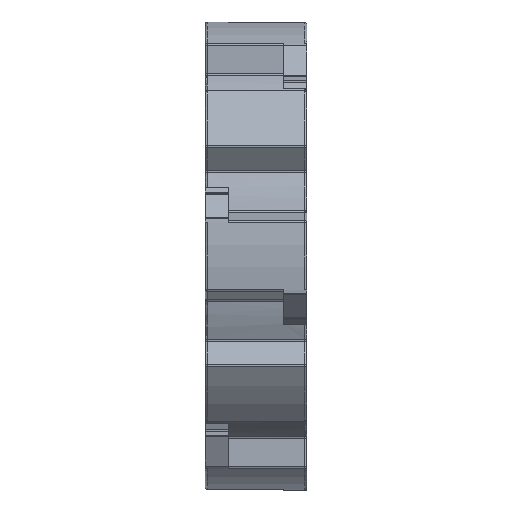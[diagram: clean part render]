
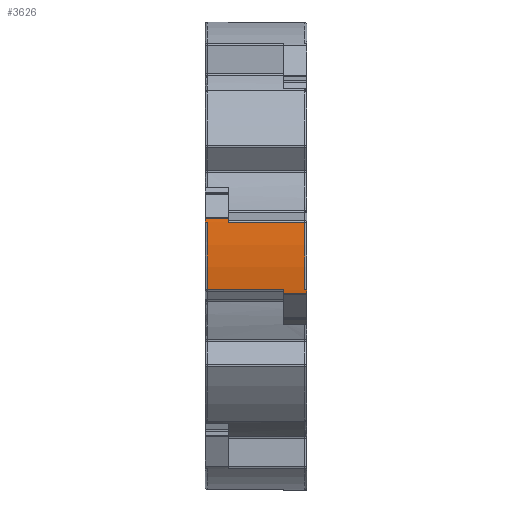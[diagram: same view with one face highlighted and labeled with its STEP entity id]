
A CAD part, front view. The second image highlights one B-rep face of the part: STEP entity #3626.
In plain terms, the highlighted cylindrical face has radius 76.962 mm (diameter 153.924 mm), a partial arc.
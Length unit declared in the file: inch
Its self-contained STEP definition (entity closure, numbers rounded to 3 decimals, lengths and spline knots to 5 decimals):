
#3 = EDGE_CURVE ( 'NONE', #5658, #7952, #5917, .T. ) ;
#38 = CARTESIAN_POINT ( 'NONE',  ( 0.35472, -2.99189, -0.47907 ) ) ;
#123 = CARTESIAN_POINT ( 'NONE',  ( 0.625, -2.99901, 0.43224 ) ) ;
#241 = DIRECTION ( 'NONE',  ( 1., 0., 0. ) ) ;
#398 = CIRCLE ( 'NONE', #7793, 3.03 ) ;
#430 = CARTESIAN_POINT ( 'NONE',  ( -2.76959, -2.99901, 0.43224 ) ) ;
#470 = EDGE_CURVE ( 'NONE', #7952, #2616, #1230, .T. ) ;
#695 = VERTEX_POINT ( 'NONE', #9852 ) ;
#700 = DIRECTION ( 'NONE',  ( 0., 0., 1. ) ) ;
#756 = AXIS2_PLACEMENT_3D ( 'NONE', #5327, #9382, #7697 ) ;
#840 = DIRECTION ( 'NONE',  ( 1., 0., 0. ) ) ;
#1050 = VERTEX_POINT ( 'NONE', #123 ) ;
#1230 = LINE ( 'NONE', #7744, #2166 ) ;
#1519 = EDGE_CURVE ( 'NONE', #1050, #5658, #7856, .T. ) ;
#1655 = CARTESIAN_POINT ( 'NONE',  ( -2.76959, -2.99901, -0.43224 ) ) ;
#1660 = VECTOR ( 'NONE', #9318, 39.37008 ) ;
#1721 = CARTESIAN_POINT ( 'NONE',  ( -2.76959, 0., 0. ) ) ;
#1930 = LINE ( 'NONE', #8499, #2256 ) ;
#2036 = CARTESIAN_POINT ( 'NONE',  ( 0.625, -2.99903, -0.43214 ) ) ;
#2166 = VECTOR ( 'NONE', #7687, 39.37008 ) ;
#2207 = CARTESIAN_POINT ( 'NONE',  ( -0.35472, -2.99901, 0.43224 ) ) ;
#2256 = VECTOR ( 'NONE', #7684, 39.37008 ) ;
#2472 = LINE ( 'NONE', #1655, #7572 ) ;
#2476 = DIRECTION ( 'NONE',  ( 1., 0., 0. ) ) ;
#2481 = CARTESIAN_POINT ( 'NONE',  ( 0.625, 0., 0. ) ) ;
#2616 = VERTEX_POINT ( 'NONE', #2926 ) ;
#2912 = VERTEX_POINT ( 'NONE', #9839 ) ;
#2926 = CARTESIAN_POINT ( 'NONE',  ( -0.65, -2.99189, 0.47907 ) ) ;
#3129 = AXIS2_PLACEMENT_3D ( 'NONE', #2481, #8892, #10615 ) ;
#3266 = AXIS2_PLACEMENT_3D ( 'NONE', #1721, #6469, #700 ) ;
#3410 = CARTESIAN_POINT ( 'NONE',  ( 0.35472, 0., 0. ) ) ;
#3424 = CARTESIAN_POINT ( 'NONE',  ( 0.35472, -2.99903, -0.43214 ) ) ;
#3444 = ORIENTED_EDGE ( 'NONE', *, *, #1519, .T. ) ;
#3462 = CIRCLE ( 'NONE', #3129, 3.03 ) ;
#3509 = AXIS2_PLACEMENT_3D ( 'NONE', #5244, #5299, #8700 ) ;
#3512 = CARTESIAN_POINT ( 'NONE',  ( -0.625, -2.99901, -0.43224 ) ) ;
#3626 = ADVANCED_FACE ( 'NONE', ( #8086 ), #9105, .T. ) ;
#3675 = CIRCLE ( 'NONE', #4530, 3.03 ) ;
#3995 = VERTEX_POINT ( 'NONE', #38 ) ;
#4117 = ORIENTED_EDGE ( 'NONE', *, *, #3, .T. ) ;
#4240 = LINE ( 'NONE', #3424, #9004 ) ;
#4317 = CARTESIAN_POINT ( 'NONE',  ( 0.65, 0., 0. ) ) ;
#4530 = AXIS2_PLACEMENT_3D ( 'NONE', #4317, #9122, #5029 ) ;
#4535 = CARTESIAN_POINT ( 'NONE',  ( -0.35472, -2.99189, 0.47907 ) ) ;
#4682 = CARTESIAN_POINT ( 'NONE',  ( -0.625, -2.99903, 0.43214 ) ) ;
#4749 = EDGE_LOOP ( 'NONE', ( #9301, #7646, #5582, #8926, #9737, #7333, #6222, #6069, #3444, #4117, #8715, #7979 ) ) ;
#4962 = VERTEX_POINT ( 'NONE', #5599 ) ;
#5029 = DIRECTION ( 'NONE',  ( 0., 0., -1. ) ) ;
#5244 = CARTESIAN_POINT ( 'NONE',  ( -0.35472, 0., 0. ) ) ;
#5299 = DIRECTION ( 'NONE',  ( -1., 0., 0. ) ) ;
#5327 = CARTESIAN_POINT ( 'NONE',  ( -0.65, 0., 0. ) ) ;
#5407 = CIRCLE ( 'NONE', #756, 3.03 ) ;
#5547 = CARTESIAN_POINT ( 'NONE',  ( -0.35472, -2.99903, 0.43214 ) ) ;
#5582 = ORIENTED_EDGE ( 'NONE', *, *, #10564, .T. ) ;
#5599 = CARTESIAN_POINT ( 'NONE',  ( 0.35472, -2.99901, -0.43224 ) ) ;
#5658 = VERTEX_POINT ( 'NONE', #2207 ) ;
#5705 = DIRECTION ( 'NONE',  ( -1., 0., 0. ) ) ;
#5717 = AXIS2_PLACEMENT_3D ( 'NONE', #3410, #241, #10100 ) ;
#5917 = CIRCLE ( 'NONE', #3509, 3.03 ) ;
#6069 = ORIENTED_EDGE ( 'NONE', *, *, #7189, .T. ) ;
#6120 = VERTEX_POINT ( 'NONE', #9841 ) ;
#6190 = EDGE_CURVE ( 'NONE', #4962, #3995, #10371, .T. ) ;
#6222 = ORIENTED_EDGE ( 'NONE', *, *, #8516, .F. ) ;
#6469 = DIRECTION ( 'NONE',  ( -1., 0., 0. ) ) ;
#6940 = DIRECTION ( 'NONE',  ( 1., 0., 0. ) ) ;
#7189 = EDGE_CURVE ( 'NONE', #9748, #1050, #3462, .T. ) ;
#7195 = VERTEX_POINT ( 'NONE', #4682 ) ;
#7333 = ORIENTED_EDGE ( 'NONE', *, *, #8911, .F. ) ;
#7572 = VECTOR ( 'NONE', #840, 39.37008 ) ;
#7646 = ORIENTED_EDGE ( 'NONE', *, *, #8707, .T. ) ;
#7684 = DIRECTION ( 'NONE',  ( 1., 0., 0. ) ) ;
#7687 = DIRECTION ( 'NONE',  ( -1., 0., 0. ) ) ;
#7697 = DIRECTION ( 'NONE',  ( 0., 0., 1. ) ) ;
#7744 = CARTESIAN_POINT ( 'NONE',  ( -0.35472, -2.99189, 0.47907 ) ) ;
#7793 = AXIS2_PLACEMENT_3D ( 'NONE', #8665, #6940, #8550 ) ;
#7856 = LINE ( 'NONE', #430, #1660 ) ;
#7952 = VERTEX_POINT ( 'NONE', #4535 ) ;
#7979 = ORIENTED_EDGE ( 'NONE', *, *, #9357, .F. ) ;
#8086 = FACE_OUTER_BOUND ( 'NONE', #4749, .T. ) ;
#8187 = LINE ( 'NONE', #5547, #9138 ) ;
#8499 = CARTESIAN_POINT ( 'NONE',  ( 0.35472, -2.99189, -0.47907 ) ) ;
#8516 = EDGE_CURVE ( 'NONE', #9748, #2912, #4240, .T. ) ;
#8550 = DIRECTION ( 'NONE',  ( 0., 0., -1. ) ) ;
#8665 = CARTESIAN_POINT ( 'NONE',  ( -0.625, 0., 0. ) ) ;
#8700 = DIRECTION ( 'NONE',  ( 0., 0., 1. ) ) ;
#8707 = EDGE_CURVE ( 'NONE', #7195, #8882, #398, .T. ) ;
#8715 = ORIENTED_EDGE ( 'NONE', *, *, #470, .T. ) ;
#8882 = VERTEX_POINT ( 'NONE', #3512 ) ;
#8892 = DIRECTION ( 'NONE',  ( -1., 0., 0. ) ) ;
#8911 = EDGE_CURVE ( 'NONE', #2912, #695, #3675, .T. ) ;
#8926 = ORIENTED_EDGE ( 'NONE', *, *, #6190, .T. ) ;
#9004 = VECTOR ( 'NONE', #2476, 39.37008 ) ;
#9105 = CYLINDRICAL_SURFACE ( 'NONE', #3266, 3.03 ) ;
#9122 = DIRECTION ( 'NONE',  ( 1., 0., 0. ) ) ;
#9138 = VECTOR ( 'NONE', #5705, 39.37008 ) ;
#9301 = ORIENTED_EDGE ( 'NONE', *, *, #9491, .F. ) ;
#9318 = DIRECTION ( 'NONE',  ( -1., 0., 0. ) ) ;
#9357 = EDGE_CURVE ( 'NONE', #6120, #2616, #5407, .T. ) ;
#9382 = DIRECTION ( 'NONE',  ( -1., 0., 0. ) ) ;
#9491 = EDGE_CURVE ( 'NONE', #7195, #6120, #8187, .T. ) ;
#9737 = ORIENTED_EDGE ( 'NONE', *, *, #9803, .T. ) ;
#9748 = VERTEX_POINT ( 'NONE', #2036 ) ;
#9803 = EDGE_CURVE ( 'NONE', #3995, #695, #1930, .T. ) ;
#9839 = CARTESIAN_POINT ( 'NONE',  ( 0.65, -2.99903, -0.43214 ) ) ;
#9841 = CARTESIAN_POINT ( 'NONE',  ( -0.65, -2.99903, 0.43214 ) ) ;
#9852 = CARTESIAN_POINT ( 'NONE',  ( 0.65, -2.99189, -0.47907 ) ) ;
#10100 = DIRECTION ( 'NONE',  ( 0., 0., -1. ) ) ;
#10371 = CIRCLE ( 'NONE', #5717, 3.03 ) ;
#10564 = EDGE_CURVE ( 'NONE', #8882, #4962, #2472, .T. ) ;
#10615 = DIRECTION ( 'NONE',  ( 0., 0., 1. ) ) ;
